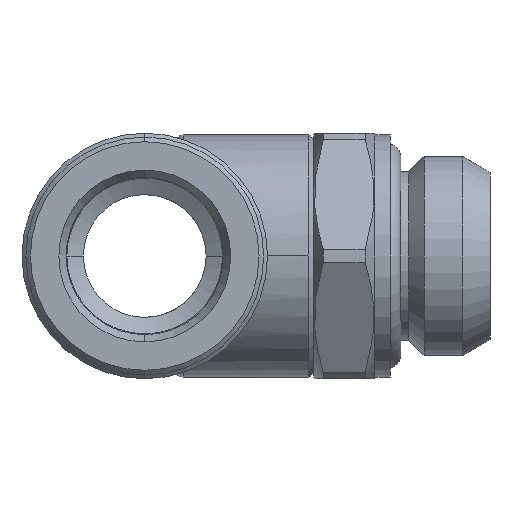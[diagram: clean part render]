
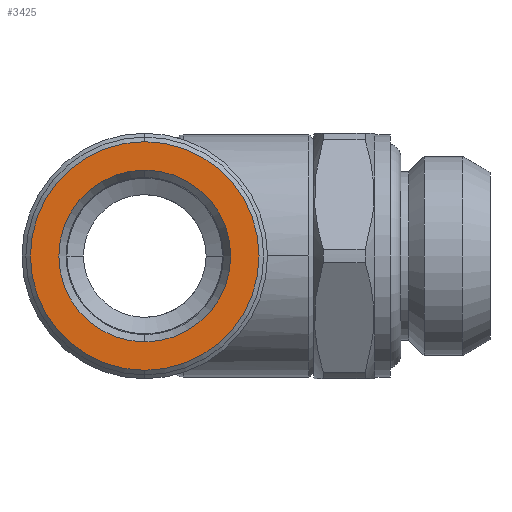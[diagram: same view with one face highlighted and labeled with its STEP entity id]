
A CAD part, left-side view. The second image highlights one B-rep face of the part: STEP entity #3425.
In plain terms, the highlighted planar face has unit normal (-1, 0, 0).
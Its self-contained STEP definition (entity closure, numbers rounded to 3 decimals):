
#4 = EDGE_LOOP ( 'NONE', ( #2344, #1697 ) ) ;
#16 = CARTESIAN_POINT ( 'NONE',  ( -25.511, 0., 7.45 ) ) ;
#65 = DIRECTION ( 'NONE',  ( 1., 0., 0. ) ) ;
#77 = DIRECTION ( 'NONE',  ( 0., 0., -1. ) ) ;
#98 = DIRECTION ( 'NONE',  ( 1., 0., 0. ) ) ;
#147 = CARTESIAN_POINT ( 'NONE',  ( -25.511, 0., 5.6 ) ) ;
#196 = PLANE ( 'NONE',  #979 ) ;
#336 = DIRECTION ( 'NONE',  ( 0., 0., -1. ) ) ;
#382 = CARTESIAN_POINT ( 'NONE',  ( -25.511, 0., 0. ) ) ;
#667 = DIRECTION ( 'NONE',  ( 0., 0., -1. ) ) ;
#671 = AXIS2_PLACEMENT_3D ( 'NONE', #382, #995, #336 ) ;
#713 = CARTESIAN_POINT ( 'NONE',  ( -25.511, 0., 0. ) ) ;
#791 = ORIENTED_EDGE ( 'NONE', *, *, #1153, .F. ) ;
#800 = VERTEX_POINT ( 'NONE', #3713 ) ;
#914 = CIRCLE ( 'NONE', #3687, 7.45 ) ;
#979 = AXIS2_PLACEMENT_3D ( 'NONE', #3877, #2335, #1161 ) ;
#995 = DIRECTION ( 'NONE',  ( 1., 0., 0. ) ) ;
#1153 = EDGE_CURVE ( 'NONE', #800, #3270, #3851, .T. ) ;
#1161 = DIRECTION ( 'NONE',  ( 0., 0., 1. ) ) ;
#1241 = EDGE_LOOP ( 'NONE', ( #791, #1637 ) ) ;
#1372 = VERTEX_POINT ( 'NONE', #2337 ) ;
#1637 = ORIENTED_EDGE ( 'NONE', *, *, #3826, .F. ) ;
#1697 = ORIENTED_EDGE ( 'NONE', *, *, #3192, .T. ) ;
#1813 = CIRCLE ( 'NONE', #671, 5.6 ) ;
#1912 = CARTESIAN_POINT ( 'NONE',  ( -25.511, 0., 0. ) ) ;
#2220 = VERTEX_POINT ( 'NONE', #147 ) ;
#2335 = DIRECTION ( 'NONE',  ( -1., 0., 0. ) ) ;
#2337 = CARTESIAN_POINT ( 'NONE',  ( -25.511, 0., -5.6 ) ) ;
#2344 = ORIENTED_EDGE ( 'NONE', *, *, #3651, .T. ) ;
#2357 = CIRCLE ( 'NONE', #2415, 5.6 ) ;
#2415 = AXIS2_PLACEMENT_3D ( 'NONE', #3396, #2519, #77 ) ;
#2519 = DIRECTION ( 'NONE',  ( 1., 0., 0. ) ) ;
#2652 = FACE_OUTER_BOUND ( 'NONE', #1241, .T. ) ;
#3192 = EDGE_CURVE ( 'NONE', #1372, #2220, #2357, .T. ) ;
#3270 = VERTEX_POINT ( 'NONE', #16 ) ;
#3396 = CARTESIAN_POINT ( 'NONE',  ( -25.511, 0., 0. ) ) ;
#3425 = ADVANCED_FACE ( 'NONE', ( #3501, #2652 ), #196, .T. ) ;
#3501 = FACE_BOUND ( 'NONE', #4, .T. ) ;
#3651 = EDGE_CURVE ( 'NONE', #2220, #1372, #1813, .T. ) ;
#3681 = AXIS2_PLACEMENT_3D ( 'NONE', #713, #65, #667 ) ;
#3687 = AXIS2_PLACEMENT_3D ( 'NONE', #1912, #98, #3735 ) ;
#3713 = CARTESIAN_POINT ( 'NONE',  ( -25.511, 0., -7.45 ) ) ;
#3735 = DIRECTION ( 'NONE',  ( 0., 0., -1. ) ) ;
#3826 = EDGE_CURVE ( 'NONE', #3270, #800, #914, .T. ) ;
#3851 = CIRCLE ( 'NONE', #3681, 7.45 ) ;
#3877 = CARTESIAN_POINT ( 'NONE',  ( -25.511, 7.45, 0. ) ) ;
